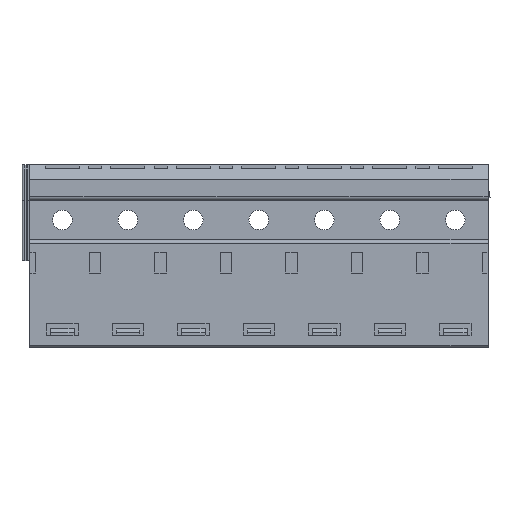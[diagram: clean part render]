
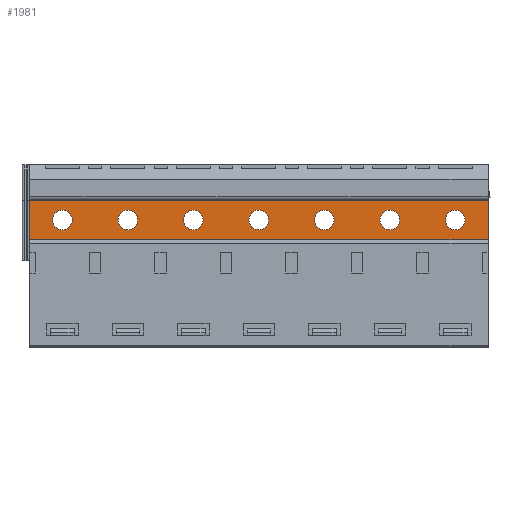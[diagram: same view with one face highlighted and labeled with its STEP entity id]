
A CAD part, front view. The second image highlights one B-rep face of the part: STEP entity #1981.
In plain terms, the highlighted planar face has unit normal (0, -1, 0).
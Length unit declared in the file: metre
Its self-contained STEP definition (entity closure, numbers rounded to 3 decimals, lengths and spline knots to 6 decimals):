
#1981=ADVANCED_FACE('',(#4237,#4238,#4239,#4240,#4241,#4242,#4243,#4244),#4245,.T.);
#4237=FACE_OUTER_BOUND('',#6643,.T.);
#4238=FACE_BOUND('',#6644,.T.);
#4239=FACE_BOUND('',#6645,.T.);
#4240=FACE_BOUND('',#6646,.T.);
#4241=FACE_BOUND('',#6647,.T.);
#4242=FACE_BOUND('',#6648,.T.);
#4243=FACE_BOUND('',#6649,.T.);
#4244=FACE_BOUND('',#6650,.T.);
#4245=PLANE('',#6651);
#6643=EDGE_LOOP('',(#12559,#12560,#12561,#12562,#12563));
#6644=EDGE_LOOP('',(#12564));
#6645=EDGE_LOOP('',(#12565));
#6646=EDGE_LOOP('',(#12566));
#6647=EDGE_LOOP('',(#12567));
#6648=EDGE_LOOP('',(#12568));
#6649=EDGE_LOOP('',(#12569));
#6650=EDGE_LOOP('',(#12570));
#6651=AXIS2_PLACEMENT_3D('',#12571,#12572,#12573);
#12559=ORIENTED_EDGE('',*,*,#16124,.T.);
#12560=ORIENTED_EDGE('',*,*,#15287,.F.);
#12561=ORIENTED_EDGE('',*,*,#15103,.T.);
#12562=ORIENTED_EDGE('',*,*,#16117,.T.);
#12563=ORIENTED_EDGE('',*,*,#16125,.T.);
#12564=ORIENTED_EDGE('',*,*,#13921,.F.);
#12565=ORIENTED_EDGE('',*,*,#14475,.F.);
#12566=ORIENTED_EDGE('',*,*,#14178,.F.);
#12567=ORIENTED_EDGE('',*,*,#14780,.F.);
#12568=ORIENTED_EDGE('',*,*,#15866,.F.);
#12569=ORIENTED_EDGE('',*,*,#15108,.F.);
#12570=ORIENTED_EDGE('',*,*,#15549,.F.);
#12571=CARTESIAN_POINT('',(14.190107,11.733671,-0.058508));
#12572=DIRECTION('',(0.,-1.0,0.));
#12573=DIRECTION('',(0.0,0.,-1.0));
#13921=EDGE_CURVE('',#16649,#16649,#16650,.T.);
#14178=EDGE_CURVE('',#17066,#17066,#17067,.T.);
#14475=EDGE_CURVE('',#17517,#17517,#17518,.T.);
#14780=EDGE_CURVE('',#17972,#17972,#17973,.T.);
#15103=EDGE_CURVE('',#18463,#18461,#18464,.T.);
#15108=EDGE_CURVE('',#18471,#18471,#18472,.T.);
#15287=EDGE_CURVE('',#18463,#18737,#18738,.T.);
#15549=EDGE_CURVE('',#19133,#19133,#19134,.T.);
#15866=EDGE_CURVE('',#19604,#19604,#19605,.T.);
#16117=EDGE_CURVE('',#18461,#19961,#19962,.T.);
#16124=EDGE_CURVE('',#19972,#18737,#19973,.T.);
#16125=EDGE_CURVE('',#19961,#19972,#19974,.T.);
#16649=VERTEX_POINT('',#20707);
#16650=CIRCLE('',#20708,0.00075);
#17066=VERTEX_POINT('',#21333);
#17067=CIRCLE('',#21334,0.00075);
#17517=VERTEX_POINT('',#22018);
#17518=CIRCLE('',#22019,0.00075);
#17972=VERTEX_POINT('',#22713);
#17973=CIRCLE('',#22714,0.00075);
#18461=VERTEX_POINT('',#23452);
#18463=VERTEX_POINT('',#23455);
#18464=LINE('',#23456,#23457);
#18471=VERTEX_POINT('',#23466);
#18472=CIRCLE('',#23467,0.00075);
#18737=VERTEX_POINT('',#23842);
#18738=LINE('',#23843,#23844);
#19133=VERTEX_POINT('',#24450);
#19134=CIRCLE('',#24451,0.00075);
#19604=VERTEX_POINT('',#25169);
#19605=CIRCLE('',#25170,0.00075);
#19961=VERTEX_POINT('',#25716);
#19962=LINE('',#25717,#25718);
#19972=VERTEX_POINT('',#25732);
#19973=LINE('',#25733,#25734);
#19974=LINE('',#25735,#25736);
#20707=CARTESIAN_POINT('',(14.183357,11.733671,-0.057008));
#20708=AXIS2_PLACEMENT_3D('',#26430,#26431,#26432);
#21333=CARTESIAN_POINT('',(14.193357,11.733671,-0.057008));
#21334=AXIS2_PLACEMENT_3D('',#26698,#26699,#26700);
#22018=CARTESIAN_POINT('',(14.188357,11.733671,-0.057008));
#22019=AXIS2_PLACEMENT_3D('',#26965,#26966,#26967);
#22713=CARTESIAN_POINT('',(14.198357,11.733671,-0.057008));
#22714=AXIS2_PLACEMENT_3D('',#27235,#27236,#27237);
#23452=CARTESIAN_POINT('',(14.214487,11.733671,-0.055508));
#23455=CARTESIAN_POINT('',(14.215107,11.733671,-0.055508));
#23456=CARTESIAN_POINT('',(14.200107,11.733671,-0.055508));
#23457=VECTOR('',#27535,1.0);
#23466=CARTESIAN_POINT('',(14.213357,11.733671,-0.057008));
#23467=AXIS2_PLACEMENT_3D('',#27541,#27542,#27543);
#23842=CARTESIAN_POINT('',(14.215107,11.733671,-0.058508));
#23843=CARTESIAN_POINT('',(14.215107,11.733671,-0.058508));
#23844=VECTOR('',#27717,1.0);
#24450=CARTESIAN_POINT('',(14.208357,11.733671,-0.057008));
#24451=AXIS2_PLACEMENT_3D('',#27962,#27963,#27964);
#25169=CARTESIAN_POINT('',(14.203357,11.733671,-0.057008));
#25170=AXIS2_PLACEMENT_3D('',#28240,#28241,#28242);
#25716=CARTESIAN_POINT('',(14.180107,11.733671,-0.055508));
#25717=CARTESIAN_POINT('',(14.190107,11.733671,-0.055508));
#25718=VECTOR('',#28463,1.0);
#25732=CARTESIAN_POINT('',(14.180107,11.733671,-0.058508));
#25733=CARTESIAN_POINT('',(14.190107,11.733671,-0.058508));
#25734=VECTOR('',#28471,1.0);
#25735=CARTESIAN_POINT('',(14.180107,11.733671,-0.058508));
#25736=VECTOR('',#28472,1.0);
#26430=CARTESIAN_POINT('',(14.182607,11.733671,-0.057008));
#26431=DIRECTION('',(0.,-1.0,0.));
#26432=DIRECTION('',(1.0,0.,0.0));
#26698=CARTESIAN_POINT('',(14.192607,11.733671,-0.057008));
#26699=DIRECTION('',(0.,-1.0,0.));
#26700=DIRECTION('',(1.0,0.,0.0));
#26965=CARTESIAN_POINT('',(14.187607,11.733671,-0.057008));
#26966=DIRECTION('',(0.,-1.0,0.));
#26967=DIRECTION('',(1.0,0.,0.0));
#27235=CARTESIAN_POINT('',(14.197607,11.733671,-0.057008));
#27236=DIRECTION('',(0.,-1.0,0.));
#27237=DIRECTION('',(1.0,0.,0.0));
#27535=DIRECTION('',(-1.0,0.,0.));
#27541=CARTESIAN_POINT('',(14.212607,11.733671,-0.057008));
#27542=DIRECTION('',(0.,-1.0,0.));
#27543=DIRECTION('',(1.0,0.,0.0));
#27717=DIRECTION('',(0.,0.,-1.0));
#27962=CARTESIAN_POINT('',(14.207607,11.733671,-0.057008));
#27963=DIRECTION('',(0.,-1.0,0.));
#27964=DIRECTION('',(1.0,0.,0.0));
#28240=CARTESIAN_POINT('',(14.202607,11.733671,-0.057008));
#28241=DIRECTION('',(0.,-1.0,0.));
#28242=DIRECTION('',(1.0,0.,0.0));
#28463=DIRECTION('',(-1.0,0.,0.));
#28471=DIRECTION('',(1.0,0.,0.));
#28472=DIRECTION('',(0.,0.,-1.0));
